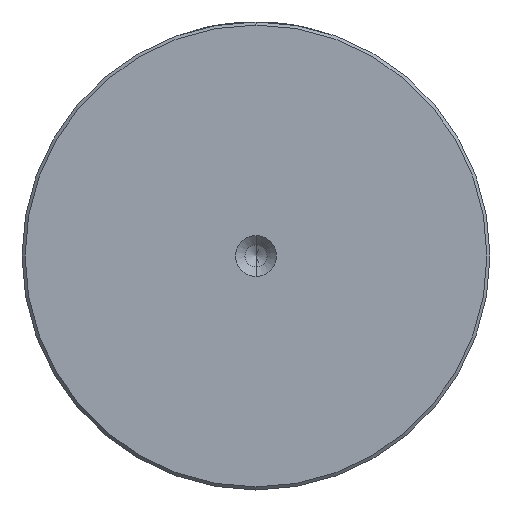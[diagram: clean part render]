
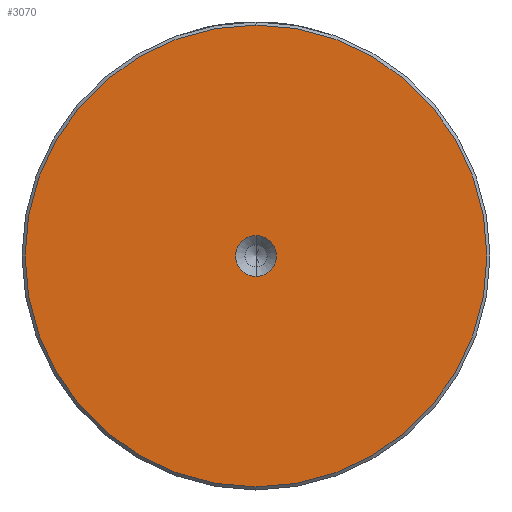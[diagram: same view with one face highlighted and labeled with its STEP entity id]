
A CAD part, left-side view. The second image highlights one B-rep face of the part: STEP entity #3070.
In plain terms, the highlighted planar face has unit normal (-1, 0, 0).
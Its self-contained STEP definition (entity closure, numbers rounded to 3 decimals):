
#25 = AXIS2_PLACEMENT_3D ( 'NONE', #1473, #3310, #1735 ) ;
#146 = ORIENTED_EDGE ( 'NONE', *, *, #2254, .T. ) ;
#150 = FACE_BOUND ( 'NONE', #2409, .T. ) ;
#320 = CARTESIAN_POINT ( 'NONE',  ( 0., 0., 0. ) ) ;
#557 = CIRCLE ( 'NONE', #25, 3.3 ) ;
#732 = AXIS2_PLACEMENT_3D ( 'NONE', #1213, #3053, #1482 ) ;
#756 = EDGE_CURVE ( 'NONE', #2690, #1446, #557, .T. ) ;
#775 = CARTESIAN_POINT ( 'NONE',  ( 0., 0., 3.3 ) ) ;
#777 = EDGE_CURVE ( 'NONE', #2550, #928, #1860, .T. ) ;
#833 = FACE_OUTER_BOUND ( 'NONE', #1670, .T. ) ;
#847 = PLANE ( 'NONE',  #2377 ) ;
#872 = DIRECTION ( 'NONE',  ( -1., 0., 0. ) ) ;
#886 = AXIS2_PLACEMENT_3D ( 'NONE', #2440, #872, #2702 ) ;
#928 = VERTEX_POINT ( 'NONE', #1530 ) ;
#1107 = EDGE_CURVE ( 'NONE', #1446, #2690, #1662, .T. ) ;
#1213 = CARTESIAN_POINT ( 'NONE',  ( 0., 0., 0. ) ) ;
#1242 = CARTESIAN_POINT ( 'NONE',  ( 0., 0., 0. ) ) ;
#1446 = VERTEX_POINT ( 'NONE', #775 ) ;
#1473 = CARTESIAN_POINT ( 'NONE',  ( 0., 0., 0. ) ) ;
#1482 = DIRECTION ( 'NONE',  ( 0., 0., 1. ) ) ;
#1511 = DIRECTION ( 'NONE',  ( 0., 0., 1. ) ) ;
#1530 = CARTESIAN_POINT ( 'NONE',  ( 0., 0., -37.5 ) ) ;
#1600 = CARTESIAN_POINT ( 'NONE',  ( 0., 0., -3.3 ) ) ;
#1662 = CIRCLE ( 'NONE', #3071, 3.3 ) ;
#1670 = EDGE_LOOP ( 'NONE', ( #146, #2308 ) ) ;
#1735 = DIRECTION ( 'NONE',  ( 0., 0., 1. ) ) ;
#1860 = CIRCLE ( 'NONE', #732, 37.5 ) ;
#2026 = ORIENTED_EDGE ( 'NONE', *, *, #756, .F. ) ;
#2254 = EDGE_CURVE ( 'NONE', #928, #2550, #3371, .T. ) ;
#2308 = ORIENTED_EDGE ( 'NONE', *, *, #777, .T. ) ;
#2377 = AXIS2_PLACEMENT_3D ( 'NONE', #320, #2662, #2675 ) ;
#2409 = EDGE_LOOP ( 'NONE', ( #2524, #2026 ) ) ;
#2440 = CARTESIAN_POINT ( 'NONE',  ( 0., 0., 0. ) ) ;
#2524 = ORIENTED_EDGE ( 'NONE', *, *, #1107, .F. ) ;
#2550 = VERTEX_POINT ( 'NONE', #3065 ) ;
#2662 = DIRECTION ( 'NONE',  ( -1., 0., 0. ) ) ;
#2675 = DIRECTION ( 'NONE',  ( 0., 0., 1. ) ) ;
#2690 = VERTEX_POINT ( 'NONE', #1600 ) ;
#2702 = DIRECTION ( 'NONE',  ( 0., 0., 1. ) ) ;
#3053 = DIRECTION ( 'NONE',  ( -1., 0., 0. ) ) ;
#3065 = CARTESIAN_POINT ( 'NONE',  ( 0., 0., 37.5 ) ) ;
#3070 = ADVANCED_FACE ( 'NONE', ( #833, #150 ), #847, .T. ) ;
#3071 = AXIS2_PLACEMENT_3D ( 'NONE', #1242, #3081, #1511 ) ;
#3081 = DIRECTION ( 'NONE',  ( -1., 0., 0. ) ) ;
#3310 = DIRECTION ( 'NONE',  ( -1., 0., 0. ) ) ;
#3371 = CIRCLE ( 'NONE', #886, 37.5 ) ;
